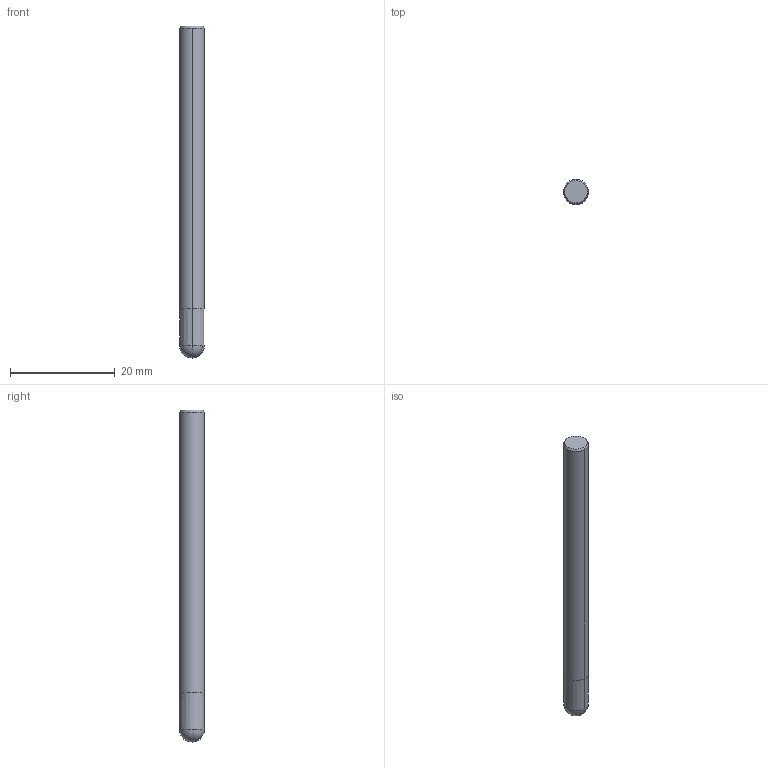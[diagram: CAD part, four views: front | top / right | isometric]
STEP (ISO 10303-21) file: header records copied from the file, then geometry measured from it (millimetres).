
FILE_DESCRIPTION(('no description'),'unknown implementation level');
FILE_NAME('solidYXuaweqjvTbr2SehDkKigdJ8xyg_1.STP',' ',('CIMSOURCE GmbH'),('CADClick - KiM GmbH - www.kimweb.de'),'unknown preprocess','ACIS','unknown authorization');
FILE_SCHEMA(('automotive_design'));
Length unit declared in the file: millimetre
Products named in the file (2): NOCUT; CUT
Bounding box: 4.76 x 4.76 x 63.5 mm (x, y, z)
Volume: 1116.4 mm3; surface area: 1001.8 mm2
Topology: 2 solids, 2 shells, 24 faces, 60 edges, 36 vertices
Faces by surface type: cylinder 10, plane 8, cone 4, sphere 2
Entity records: 1589 total; most frequent: CARTESIAN_POINT 338, DIRECTION 119, STYLED_ITEM 118, PRESENTATION_STYLE_ASSIGNMENT 118, COLOUR_RGB 118, ORIENTED_EDGE 112, EDGE_CURVE 56, CURVE_STYLE 56
